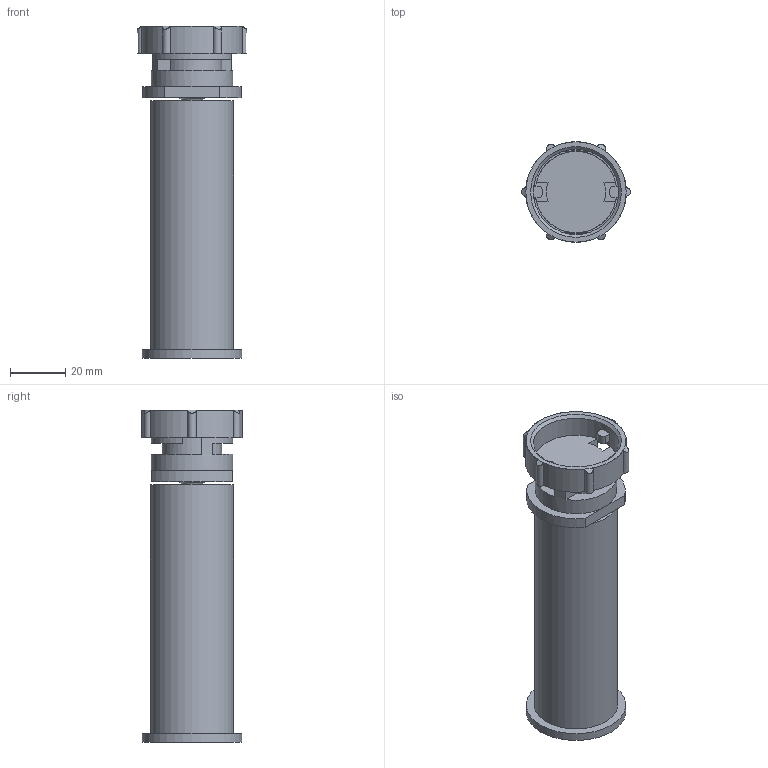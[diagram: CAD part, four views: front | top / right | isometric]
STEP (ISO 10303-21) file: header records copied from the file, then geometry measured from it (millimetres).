
FILE_DESCRIPTION(/* description */ (''),/* implementation_level */ '2;1');
FILE_NAME(/* name */ 'Spool Holder With Bearing LATEST 18-07-2022 v3.step',/* time_stamp */ '2022-07-18T22:56:01Z',/* author */ (''),/* organization */ (''),/* preprocessor_version */ 'ST-DEVELOPER v19',/* originating_system */ 'Autodesk Translation Framework v11.7.0.108',/* authorisation */ '');
FILE_SCHEMA (('AUTOMOTIVE_DESIGN { 1 0 10303 214 3 1 1 }'));
Length unit declared in the file: millimetre
Products named in the file (4): Spool Holder With Bearing LATEST 18-07-2022; bearing_LATEST_18-07-2022; roller_LATEST_18-07-2022; knob_LATEST_18-07-2022
Assembly tree (3 placements, depth 2):
  Spool Holder With Bearing LATEST 18-07-2022
    bearing_LATEST_18-07-2022
    roller_LATEST_18-07-2022
    knob_LATEST_18-07-2022
Bounding box: 39.4 x 36.4 x 120 mm (x, y, z)
Volume: 58551.9 mm3; surface area: 33707 mm2
Topology: 5 solids, 5 shells, 97 faces, 260 edges, 171 vertices
Faces by surface type: plane 50, cylinder 41, cone 5, torus 1
Full cylindrical faces by diameter (mm): 7.6 x1, 8 x2, 10 x1, 24 x3, 29.4 x1, 30 x1, 30.8 x1, 36 x1
Entity records: 3475 total; most frequent: CARTESIAN_POINT 849, DIRECTION 536, ORIENTED_EDGE 520, EDGE_CURVE 260, AXIS2_PLACEMENT_3D 204, VERTEX_POINT 171, LINE 128, VECTOR 128
